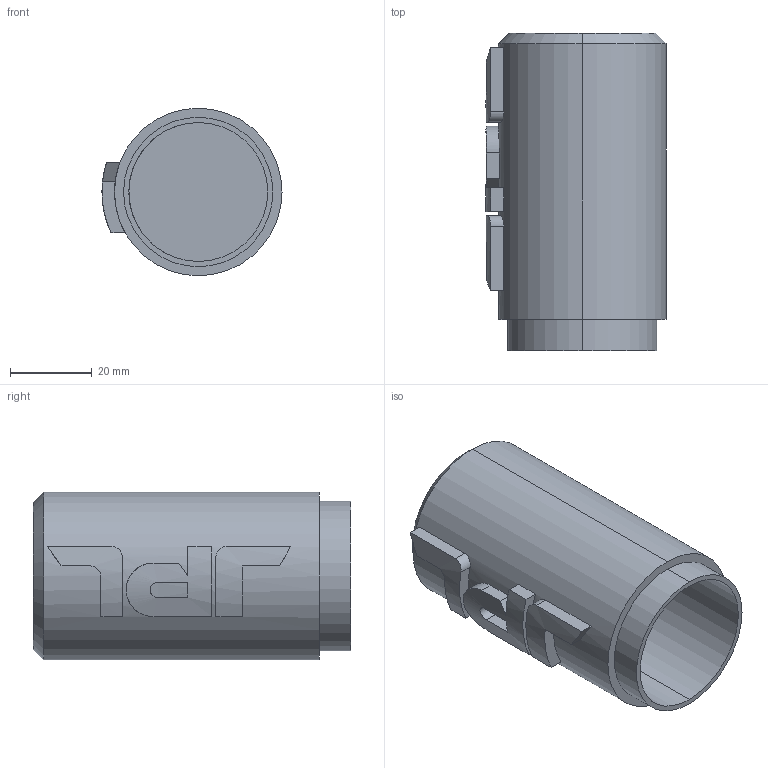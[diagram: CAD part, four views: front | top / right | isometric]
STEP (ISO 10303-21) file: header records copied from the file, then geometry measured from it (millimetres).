
FILE_DESCRIPTION (( 'STEP AP214' ), '1' );
FILE_NAME ('cap_with_jpl.STEP', '2019-04-06T16:40:36', ( '' ), ( '' ), 'SwSTEP 2.0', 'SolidWorks 2016', '' );
FILE_SCHEMA (( 'AUTOMOTIVE_DESIGN' ));
Length unit declared in the file: inch
Products named in the file (1): cap_with_jpl
Bounding box: 43.94 x 77.47 x 40.89 mm (x, y, z)
Volume: 36773.6 mm3; surface area: 22317.9 mm2
Topology: 5 solids, 5 shells, 73 faces, 182 edges, 120 vertices
Faces by surface type: plane 46, cylinder 25, cone 2
Entity records: 2690 total; most frequent: CARTESIAN_POINT 877, ORIENTED_EDGE 364, DIRECTION 341, EDGE_CURVE 182, VERTEX_POINT 120, AXIS2_PLACEMENT_3D 118, LINE 105, VECTOR 105
